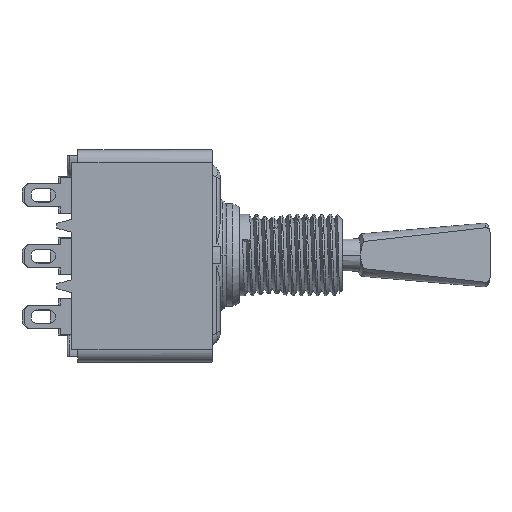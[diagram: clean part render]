
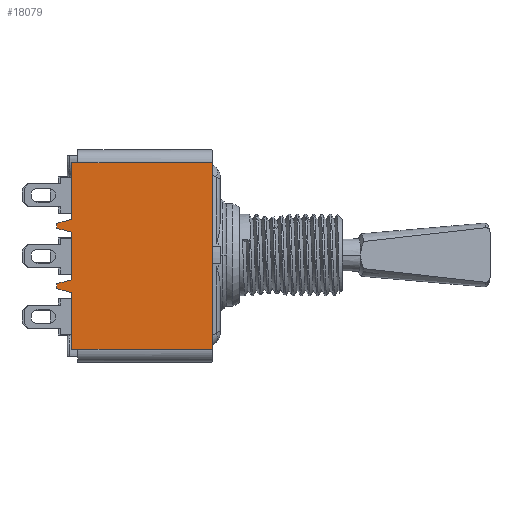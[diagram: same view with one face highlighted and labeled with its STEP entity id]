
A CAD part, left-side view. The second image highlights one B-rep face of the part: STEP entity #18079.
In plain terms, the highlighted planar face has unit normal (-1, 0, 0).
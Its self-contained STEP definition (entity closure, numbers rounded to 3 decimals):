
#480=DIRECTION('',(0.,1.,0.));
#481=VECTOR('',#480,0.5);
#482=CARTESIAN_POINT('',(-6.6,10.45,-12.1));
#483=LINE('',#482,#481);
#484=DIRECTION('',(0.,0.,1.));
#485=VECTOR('',#484,4.4);
#486=CARTESIAN_POINT('',(-6.6,10.95,-12.1));
#487=LINE('',#486,#485);
#488=DIRECTION('',(0.,-0.966,-0.259));
#489=VECTOR('',#488,1.191);
#490=CARTESIAN_POINT('',(-6.6,12.1,-7.392));
#491=LINE('',#490,#489);
#492=DIRECTION('',(0.,0.,-1.));
#493=VECTOR('',#492,0.384);
#494=CARTESIAN_POINT('',(-6.6,12.1,-7.008));
#495=LINE('',#494,#493);
#496=DIRECTION('',(0.,0.966,-0.259));
#497=VECTOR('',#496,1.191);
#498=CARTESIAN_POINT('',(-6.6,10.95,-6.7));
#499=LINE('',#498,#497);
#500=DIRECTION('',(0.,0.,1.));
#501=VECTOR('',#500,3.7);
#502=CARTESIAN_POINT('',(-6.6,10.95,-6.7));
#503=LINE('',#502,#501);
#504=DIRECTION('',(0.,0.966,0.259));
#505=VECTOR('',#504,1.191);
#506=CARTESIAN_POINT('',(-6.6,10.95,-3.));
#507=LINE('',#506,#505);
#508=DIRECTION('',(0.,0.,1.));
#509=VECTOR('',#508,0.384);
#510=CARTESIAN_POINT('',(-6.6,12.1,-2.692));
#511=LINE('',#510,#509);
#512=DIRECTION('',(0.,-0.966,0.259));
#513=VECTOR('',#512,1.191);
#514=CARTESIAN_POINT('',(-6.6,12.1,-2.308));
#515=LINE('',#514,#513);
#516=DIRECTION('',(0.,0.,1.));
#517=VECTOR('',#516,4.4);
#518=CARTESIAN_POINT('',(-6.6,10.95,-2.));
#519=LINE('',#518,#517);
#520=DIRECTION('',(0.,-1.,0.));
#521=VECTOR('',#520,0.5);
#522=CARTESIAN_POINT('',(-6.6,10.95,2.4));
#523=LINE('',#522,#521);
#2152=DIRECTION('',(0.,0.,1.));
#2153=VECTOR('',#2152,14.5);
#2154=CARTESIAN_POINT('',(-6.6,0.,-12.1));
#2155=LINE('',#2154,#2153);
#2203=DIRECTION('',(0.,-1.,0.));
#2204=VECTOR('',#2203,10.45);
#2205=CARTESIAN_POINT('',(-6.6,10.45,-12.1));
#2206=LINE('',#2205,#2204);
#2239=DIRECTION('',(0.,-1.,0.));
#2240=VECTOR('',#2239,10.45);
#2241=CARTESIAN_POINT('',(-6.6,10.45,2.4));
#2242=LINE('',#2241,#2240);
#14563=CARTESIAN_POINT('',(-6.6,0.,-12.1));
#14564=CARTESIAN_POINT('',(-6.6,0.,2.4));
#14565=VERTEX_POINT('',#14563);
#14566=VERTEX_POINT('',#14564);
#14587=CARTESIAN_POINT('',(-6.6,10.95,2.4));
#14588=CARTESIAN_POINT('',(-6.6,10.45,2.4));
#14589=VERTEX_POINT('',#14587);
#14590=VERTEX_POINT('',#14588);
#14715=CARTESIAN_POINT('',(-6.6,12.1,-2.692));
#14716=CARTESIAN_POINT('',(-6.6,12.1,-2.308));
#14717=VERTEX_POINT('',#14715);
#14718=VERTEX_POINT('',#14716);
#14723=CARTESIAN_POINT('',(-6.6,10.95,-3.));
#14725=VERTEX_POINT('',#14723);
#14727=CARTESIAN_POINT('',(-6.6,10.95,-2.));
#14729=VERTEX_POINT('',#14727);
#15013=CARTESIAN_POINT('',(-6.6,12.1,-7.008));
#15014=CARTESIAN_POINT('',(-6.6,12.1,-7.392));
#15015=VERTEX_POINT('',#15013);
#15016=VERTEX_POINT('',#15014);
#15021=CARTESIAN_POINT('',(-6.6,10.95,-6.7));
#15022=VERTEX_POINT('',#15021);
#15023=CARTESIAN_POINT('',(-6.6,10.95,-7.7));
#15024=VERTEX_POINT('',#15023);
#15029=CARTESIAN_POINT('',(-6.6,10.45,-12.1));
#15031=VERTEX_POINT('',#15029);
#15043=CARTESIAN_POINT('',(-6.6,10.95,-12.1));
#15044=VERTEX_POINT('',#15043);
#18047=CARTESIAN_POINT('',(-6.6,0.,-13.1));
#18048=DIRECTION('',(-1.,0.,0.));
#18049=DIRECTION('',(0.,0.,1.));
#18050=AXIS2_PLACEMENT_3D('',#18047,#18048,#18049);
#18051=PLANE('',#18050);
#18052=ORIENTED_EDGE('',*,*,#17639,.T.);
#18054=ORIENTED_EDGE('',*,*,#18053,.T.);
#18056=ORIENTED_EDGE('',*,*,#18055,.F.);
#18058=ORIENTED_EDGE('',*,*,#18057,.F.);
#18059=ORIENTED_EDGE('',*,*,#18038,.F.);
#18060=ORIENTED_EDGE('',*,*,#17998,.T.);
#18062=ORIENTED_EDGE('',*,*,#18061,.T.);
#18064=ORIENTED_EDGE('',*,*,#18063,.T.);
#18066=ORIENTED_EDGE('',*,*,#18065,.T.);
#18068=ORIENTED_EDGE('',*,*,#18067,.T.);
#18070=ORIENTED_EDGE('',*,*,#18069,.T.);
#18072=ORIENTED_EDGE('',*,*,#18071,.T.);
#18074=ORIENTED_EDGE('',*,*,#18073,.F.);
#18076=ORIENTED_EDGE('',*,*,#18075,.F.);
#18077=EDGE_LOOP('',(#18052,#18054,#18056,#18058,#18059,#18060,#18062,#18064,
#18066,#18068,#18070,#18072,#18074,#18076));
#18078=FACE_OUTER_BOUND('',#18077,.F.);
#18079=ADVANCED_FACE('',(#18078),#18051,.T.);
#17639=EDGE_CURVE('',#15031,#15044,#483,.T.);
#17998=EDGE_CURVE('',#15022,#14725,#503,.T.);
#18038=EDGE_CURVE('',#15022,#15015,#499,.T.);
#18053=EDGE_CURVE('',#15044,#15024,#487,.T.);
#18055=EDGE_CURVE('',#15016,#15024,#491,.T.);
#18057=EDGE_CURVE('',#15015,#15016,#495,.T.);
#18061=EDGE_CURVE('',#14725,#14717,#507,.T.);
#18063=EDGE_CURVE('',#14717,#14718,#511,.T.);
#18065=EDGE_CURVE('',#14718,#14729,#515,.T.);
#18067=EDGE_CURVE('',#14729,#14589,#519,.T.);
#18069=EDGE_CURVE('',#14589,#14590,#523,.T.);
#18071=EDGE_CURVE('',#14590,#14566,#2242,.T.);
#18073=EDGE_CURVE('',#14565,#14566,#2155,.T.);
#18075=EDGE_CURVE('',#15031,#14565,#2206,.T.);
